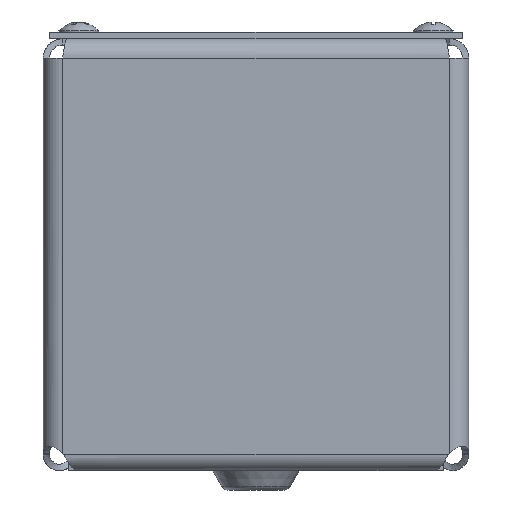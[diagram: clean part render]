
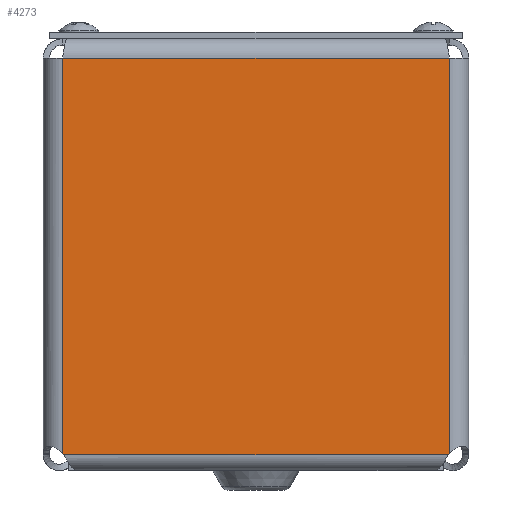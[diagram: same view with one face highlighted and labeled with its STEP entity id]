
A CAD part, front view. The second image highlights one B-rep face of the part: STEP entity #4273.
In plain terms, the highlighted face is planar.
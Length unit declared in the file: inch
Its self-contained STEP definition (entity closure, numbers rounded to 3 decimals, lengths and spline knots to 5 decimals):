
#408=LINE('',#6817,#754);
#432=LINE('',#7121,#778);
#479=LINE('',#7542,#825);
#481=LINE('',#7548,#827);
#545=LINE('',#7848,#891);
#579=LINE('',#8080,#925);
#754=VECTOR('',#5096,0.3937);
#778=VECTOR('',#5122,0.3937);
#825=VECTOR('',#5211,0.3937);
#827=VECTOR('',#5217,0.3937);
#891=VECTOR('',#5381,0.3937);
#925=VECTOR('',#5475,0.3937);
#1065=PLANE('',#4643);
#1273=FACE_OUTER_BOUND('',#1524,.T.);
#1524=EDGE_LOOP('',(#3565,#3566,#3567,#3568,#3569,#3570));
#1887=VERTEX_POINT('',#6813);
#1889=VERTEX_POINT('',#6816);
#1915=VERTEX_POINT('',#7061);
#1920=VERTEX_POINT('',#7120);
#1953=VERTEX_POINT('',#7546);
#1980=VERTEX_POINT('',#7840);
#2308=EDGE_CURVE('',#1889,#1887,#408,.T.);
#2346=EDGE_CURVE('',#1920,#1915,#432,.T.);
#2415=EDGE_CURVE('',#1915,#1889,#479,.T.);
#2418=EDGE_CURVE('',#1887,#1953,#481,.T.);
#2497=EDGE_CURVE('',#1953,#1980,#545,.T.);
#2551=EDGE_CURVE('',#1980,#1920,#579,.T.);
#3565=ORIENTED_EDGE('',*,*,#2346,.T.);
#3566=ORIENTED_EDGE('',*,*,#2415,.T.);
#3567=ORIENTED_EDGE('',*,*,#2308,.T.);
#3568=ORIENTED_EDGE('',*,*,#2418,.T.);
#3569=ORIENTED_EDGE('',*,*,#2497,.T.);
#3570=ORIENTED_EDGE('',*,*,#2551,.T.);
#4273=ADVANCED_FACE('',(#1273),#1065,.F.);
#4643=AXIS2_PLACEMENT_3D('',#8079,#5473,#5474);
#5096=DIRECTION('',(0.,-0.774,0.633));
#5122=DIRECTION('',(0.,0.774,0.633));
#5211=DIRECTION('',(0.,0.,1.));
#5217=DIRECTION('',(0.,-1.,0.));
#5381=DIRECTION('',(0.,0.,-1.));
#5473=DIRECTION('center_axis',(-1.,0.,0.));
#5474=DIRECTION('ref_axis',(0.,0.,1.));
#5475=DIRECTION('',(0.,1.,0.));
#6813=CARTESIAN_POINT('',(4.0625,1.97314,-9.96336));
#6816=CARTESIAN_POINT('',(4.0625,1.98475,-9.97285));
#6817=CARTESIAN_POINT('',(4.0625,3.04056,-10.83581));
#7061=CARTESIAN_POINT('',(4.0625,1.98475,-13.70487));
#7120=CARTESIAN_POINT('',(4.0625,1.97314,-13.71436));
#7121=CARTESIAN_POINT('',(4.0625,1.12917,-14.40417));
#7542=CARTESIAN_POINT('',(4.0625,1.98475,-13.90136));
#7546=CARTESIAN_POINT('',(4.0625,-1.85975,-9.96336));
#7548=CARTESIAN_POINT('',(4.0625,0.99238,-9.96336));
#7840=CARTESIAN_POINT('',(4.0625,-1.85975,-13.71436));
#7848=CARTESIAN_POINT('',(4.0625,-1.85975,-10.90111));
#8079=CARTESIAN_POINT('Origin',(4.0625,0.,-16.79142));
#8080=CARTESIAN_POINT('',(4.0625,-0.99237,-13.71436));
